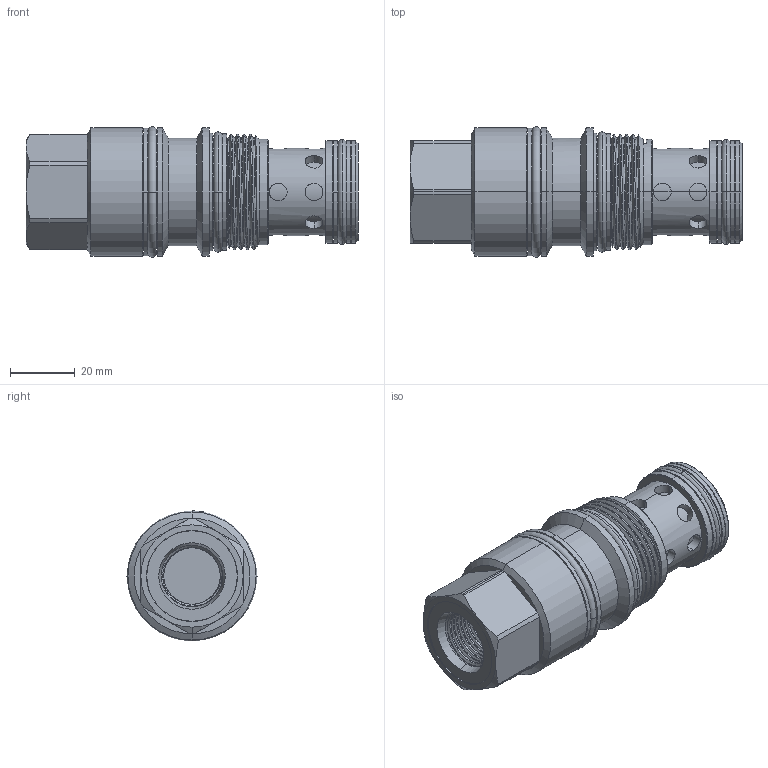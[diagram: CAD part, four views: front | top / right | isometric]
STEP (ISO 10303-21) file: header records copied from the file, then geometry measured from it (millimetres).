
FILE_DESCRIPTION (( 'STEP AP203' ), '1' );
FILE_NAME ('LO17A3A(3B)-8W.STEP', '2016-06-04T05:57:58', ( '' ), ( '' ), 'SwSTEP 2.0', 'SolidWorks 2012', '' );
FILE_SCHEMA (( 'CONFIG_CONTROL_DESIGN' ));
Length unit declared in the file: millimetre
Products named in the file (1): LO17A3A(3B)-8W
Bounding box: 102.82 x 40.39 x 40.39 mm (x, y, z)
Volume: 86617.6 mm3; surface area: 22951.1 mm2
Topology: 5 solids, 5 shells, 214 faces, 481 edges, 298 vertices
Faces by surface type: cylinder 122, plane 38, cone 34, torus 14, bspline 6
Entity records: 9779 total; most frequent: CARTESIAN_POINT 5099, ORIENTED_EDGE 962, DIRECTION 955, EDGE_CURVE 481, AXIS2_PLACEMENT_3D 400, VERTEX_POINT 298, EDGE_LOOP 243, FACE_OUTER_BOUND 214
